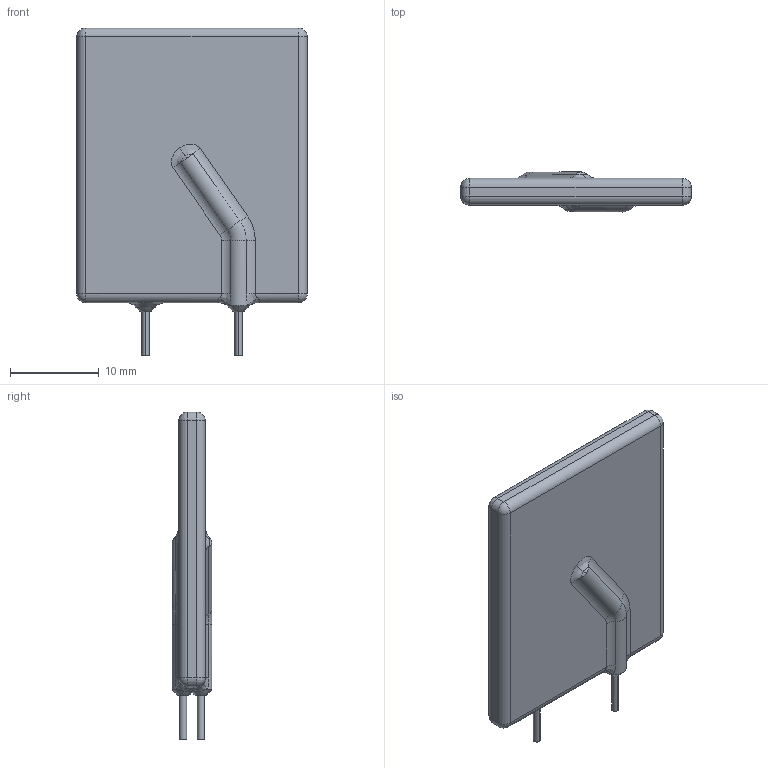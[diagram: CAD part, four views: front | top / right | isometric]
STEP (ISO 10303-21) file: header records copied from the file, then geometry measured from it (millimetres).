
FILE_DESCRIPTION (( 'STEP AP214' ), '1' );
FILE_NAME ('FUSE-TH_L24.1-W3.0-P10.20-D1.2-S2.0.step', '2022-06-28T11:01:22', ( '' ), ( '' ), 'SwSTEP 2.0', 'SolidWorks 2020', '' );
FILE_SCHEMA (( 'AUTOMOTIVE_DESIGN' ));
Length unit declared in the file: millimetre
Products named in the file (1): FUSE-TH_L24.1-W3.0-P10.20-D1.2-S2.0
Bounding box: 26 x 4.5 x 37 mm (x, y, z)
Volume: 2433.1 mm3; surface area: 1901.9 mm2
Topology: 1 solids, 1 shells, 366 faces, 961 edges, 617 vertices
Faces by surface type: plane 183, bspline 138, cylinder 31, sphere 8, torus 6
Entity records: 17725 total; most frequent: CARTESIAN_POINT 5673, ORIENTED_EDGE 1906, DIRECTION 1182, EDGE_CURVE 953, VERTEX_POINT 617, LINE 594, VECTOR 594, EDGE_LOOP 394
